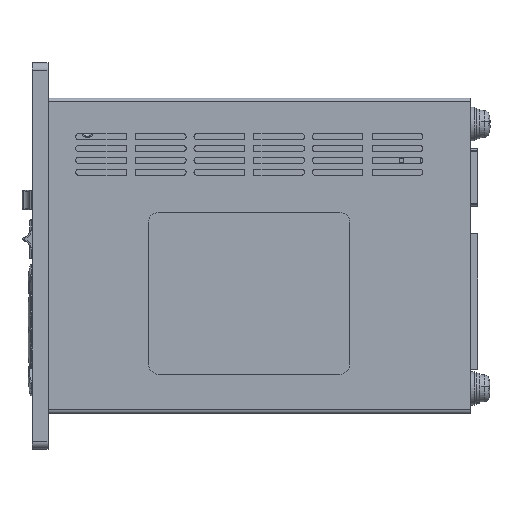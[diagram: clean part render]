
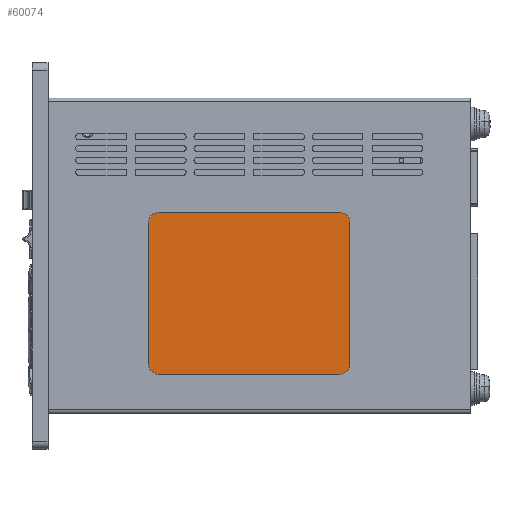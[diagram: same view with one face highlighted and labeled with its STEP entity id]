
A CAD part, top view. The second image highlights one B-rep face of the part: STEP entity #60074.
In plain terms, the highlighted planar face has unit normal (0, 0, 1).
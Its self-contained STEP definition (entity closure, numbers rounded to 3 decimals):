
#118 = CARTESIAN_POINT ( 'NONE',  ( 78., -40.5, -3.3 ) ) ;
#688 = CARTESIAN_POINT ( 'NONE',  ( 0., 0., -3.3 ) ) ;
#1447 = DIRECTION ( 'NONE',  ( 0., 0., -1. ) ) ;
#3147 = DIRECTION ( 'NONE',  ( 1., 0., 0. ) ) ;
#4520 = VERTEX_POINT ( 'NONE', #65982 ) ;
#7941 = EDGE_CURVE ( 'NONE', #4520, #91920, #76661, .T. ) ;
#10222 = DIRECTION ( 'NONE',  ( 1., 0., 0. ) ) ;
#14140 = VERTEX_POINT ( 'NONE', #100396 ) ;
#15423 = VERTEX_POINT ( 'NONE', #17254 ) ;
#16051 = VECTOR ( 'NONE', #115141, 1000. ) ;
#16230 = AXIS2_PLACEMENT_3D ( 'NONE', #61694, #1447, #71865 ) ;
#17254 = CARTESIAN_POINT ( 'NONE',  ( 32., -79., -3.3 ) ) ;
#17976 = AXIS2_PLACEMENT_3D ( 'NONE', #113658, #53313, #123766 ) ;
#19981 = CARTESIAN_POINT ( 'NONE',  ( 78., -38., -3.3 ) ) ;
#20066 = AXIS2_PLACEMENT_3D ( 'NONE', #688, #49980, #91270 ) ;
#20672 = CARTESIAN_POINT ( 'NONE',  ( 0., -79., -3.3 ) ) ;
#21107 = DIRECTION ( 'NONE',  ( 1., 0., 0. ) ) ;
#21928 = EDGE_LOOP ( 'NONE', ( #116086, #129525, #61187, #55833, #115533, #53580, #112901, #23783 ) ) ;
#23783 = ORIENTED_EDGE ( 'NONE', *, *, #115475, .F. ) ;
#24418 = CARTESIAN_POINT ( 'NONE',  ( 29.5, 0., -3.3 ) ) ;
#24724 = VERTEX_POINT ( 'NONE', #19981 ) ;
#24726 = CARTESIAN_POINT ( 'NONE',  ( 80.5, -40.5, -3.3 ) ) ;
#25315 = EDGE_CURVE ( 'NONE', #15423, #91920, #34605, .T. ) ;
#27683 = VECTOR ( 'NONE', #82693, 1000. ) ;
#27716 = AXIS2_PLACEMENT_3D ( 'NONE', #118, #70513, #10222 ) ;
#29060 = EDGE_CURVE ( 'NONE', #124622, #4520, #81164, .T. ) ;
#30785 = DIRECTION ( 'NONE',  ( 1., 0., 0. ) ) ;
#32897 = EDGE_CURVE ( 'NONE', #63426, #113479, #42814, .T. ) ;
#34605 = LINE ( 'NONE', #20672, #91225 ) ;
#42679 = CARTESIAN_POINT ( 'NONE',  ( 80.5, 0., -3.3 ) ) ;
#42814 = LINE ( 'NONE', #24418, #16051 ) ;
#46017 = CARTESIAN_POINT ( 'NONE',  ( 29.5, -76.5, -3.3 ) ) ;
#49980 = DIRECTION ( 'NONE',  ( 0., 0., 1. ) ) ;
#50174 = CIRCLE ( 'NONE', #17976, 2.5 ) ;
#53313 = DIRECTION ( 'NONE',  ( 0., 0., -1. ) ) ;
#53580 = ORIENTED_EDGE ( 'NONE', *, *, #29060, .F. ) ;
#55755 = FACE_OUTER_BOUND ( 'NONE', #21928, .T. ) ;
#55833 = ORIENTED_EDGE ( 'NONE', *, *, #25315, .T. ) ;
#60074 = ADVANCED_FACE ( 'NONE', ( #55755 ), #81156, .T. ) ;
#61187 = ORIENTED_EDGE ( 'NONE', *, *, #88187, .F. ) ;
#61694 = CARTESIAN_POINT ( 'NONE',  ( 32., -76.5, -3.3 ) ) ;
#63399 = DIRECTION ( 'NONE',  ( 0., 0., -1. ) ) ;
#63426 = VERTEX_POINT ( 'NONE', #68781 ) ;
#65982 = CARTESIAN_POINT ( 'NONE',  ( 80.5, -76.5, -3.3 ) ) ;
#68781 = CARTESIAN_POINT ( 'NONE',  ( 29.5, -40.5, -3.3 ) ) ;
#70513 = DIRECTION ( 'NONE',  ( 0., 0., -1. ) ) ;
#71865 = DIRECTION ( 'NONE',  ( 1., 0., 0. ) ) ;
#76661 = CIRCLE ( 'NONE', #114264, 2.5 ) ;
#78811 = CIRCLE ( 'NONE', #27716, 2.5 ) ;
#81156 = PLANE ( 'NONE',  #20066 ) ;
#81164 = LINE ( 'NONE', #42679, #27683 ) ;
#81318 = CARTESIAN_POINT ( 'NONE',  ( 0., -38., -3.3 ) ) ;
#82693 = DIRECTION ( 'NONE',  ( 0., -1., 0. ) ) ;
#88187 = EDGE_CURVE ( 'NONE', #15423, #113479, #116518, .T. ) ;
#88968 = EDGE_CURVE ( 'NONE', #63426, #14140, #50174, .T. ) ;
#91225 = VECTOR ( 'NONE', #21107, 1000. ) ;
#91270 = DIRECTION ( 'NONE',  ( 1., 0., 0. ) ) ;
#91920 = VERTEX_POINT ( 'NONE', #95043 ) ;
#93433 = VECTOR ( 'NONE', #30785, 1000. ) ;
#95043 = CARTESIAN_POINT ( 'NONE',  ( 78., -79., -3.3 ) ) ;
#96584 = LINE ( 'NONE', #81318, #93433 ) ;
#100396 = CARTESIAN_POINT ( 'NONE',  ( 32., -38., -3.3 ) ) ;
#112901 = ORIENTED_EDGE ( 'NONE', *, *, #118645, .F. ) ;
#113479 = VERTEX_POINT ( 'NONE', #46017 ) ;
#113658 = CARTESIAN_POINT ( 'NONE',  ( 32., -40.5, -3.3 ) ) ;
#114264 = AXIS2_PLACEMENT_3D ( 'NONE', #123736, #63399, #3147 ) ;
#115141 = DIRECTION ( 'NONE',  ( 0., -1., 0. ) ) ;
#115475 = EDGE_CURVE ( 'NONE', #14140, #24724, #96584, .T. ) ;
#115533 = ORIENTED_EDGE ( 'NONE', *, *, #7941, .F. ) ;
#116086 = ORIENTED_EDGE ( 'NONE', *, *, #88968, .F. ) ;
#116518 = CIRCLE ( 'NONE', #16230, 2.5 ) ;
#118645 = EDGE_CURVE ( 'NONE', #24724, #124622, #78811, .T. ) ;
#123736 = CARTESIAN_POINT ( 'NONE',  ( 78., -76.5, -3.3 ) ) ;
#123766 = DIRECTION ( 'NONE',  ( 1., 0., 0. ) ) ;
#124622 = VERTEX_POINT ( 'NONE', #24726 ) ;
#129525 = ORIENTED_EDGE ( 'NONE', *, *, #32897, .T. ) ;
